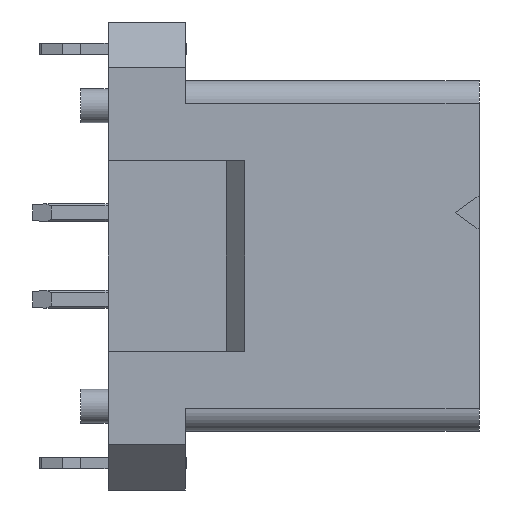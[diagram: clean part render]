
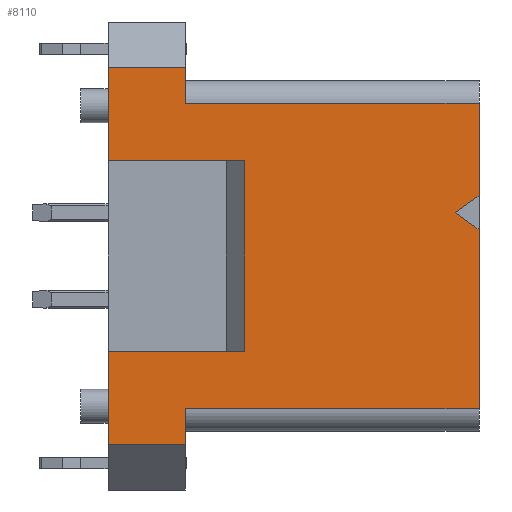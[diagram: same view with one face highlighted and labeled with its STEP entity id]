
A CAD part, left-side view. The second image highlights one B-rep face of the part: STEP entity #8110.
In plain terms, the highlighted planar face has unit normal (-1, 0, 0).
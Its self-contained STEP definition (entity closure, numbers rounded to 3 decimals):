
#1910=CARTESIAN_POINT('',(-11.523,33.281,-42.383));
#1920=VERTEX_POINT('',#1910);
#1970=CARTESIAN_POINT('',(-11.523,25.881,-42.383));
#1980=DIRECTION('',(0.,1.,0.));
#1990=VECTOR('',#1980,1.);
#2000=LINE('',#1970,#1990);
#2010=CARTESIAN_POINT('',(-11.523,29.881,-42.383));
#2020=VERTEX_POINT('',#2010);
#2030=EDGE_CURVE('',#2020,#1920,#2000,.T.);
#4040=CARTESIAN_POINT('',(-11.523,29.881,-27.398));
#4050=VERTEX_POINT('',#4040);
#4230=CARTESIAN_POINT('',(-11.523,16.981,-27.398));
#4240=VERTEX_POINT('',#4230);
#4270=CARTESIAN_POINT('',(-11.523,25.881,-27.398));
#4280=DIRECTION('',(0.,1.,0.));
#4290=VECTOR('',#4280,1.);
#4300=LINE('',#4270,#4290);
#4310=EDGE_CURVE('',#4240,#4050,#4300,.T.);
#5450=CARTESIAN_POINT('',(-11.523,29.881,-25.148));
#5460=DIRECTION('',(0.,0.,1.));
#5470=VECTOR('',#5460,1.);
#5480=LINE('',#5450,#5470);
#5490=CARTESIAN_POINT('',(-11.523,29.881,-40.808));
#5500=VERTEX_POINT('',#5490);
#5510=EDGE_CURVE('',#2020,#5500,#5480,.T.);
#6600=CARTESIAN_POINT('',(-11.523,16.981,-40.808));
#6610=VERTEX_POINT('',#6600);
#6710=CARTESIAN_POINT('',(-11.523,25.881,-40.808));
#6720=DIRECTION('',(0.,1.,0.));
#6730=VECTOR('',#6720,1.);
#6740=LINE('',#6710,#6730);
#6750=EDGE_CURVE('',#6610,#5500,#6740,.T.);
#7200=CARTESIAN_POINT('',(-11.523,30.668,-27.964)
);
#7210=DIRECTION('',(-1.,0.,0.));
#7220=DIRECTION('',(0.,1.,0.));
#7230=AXIS2_PLACEMENT_3D('',#7200,#7210,#7220);
#7240=PLANE('',#7230);
#7250=CARTESIAN_POINT('',(-11.523,27.281,-25.148));
#7260=DIRECTION('',(0.,0.,1.));
#7270=VECTOR('',#7260,1.);
#7280=LINE('',#7250,#7270);
#7290=CARTESIAN_POINT('',(-11.523,27.281,-38.287));
#7300=VERTEX_POINT('',#7290);
#7310=CARTESIAN_POINT('',(-11.523,27.281,-29.918));
#7320=VERTEX_POINT('',#7310);
#7330=EDGE_CURVE('',#7300,#7320,#7280,.T.);
#7340=ORIENTED_EDGE('',*,*,#7330,.F.);
#7350=CARTESIAN_POINT('',(-11.523,25.881,-29.918));
#7360=DIRECTION('',(0.,-1.,0.));
#7370=VECTOR('',#7360,1.);
#7380=LINE('',#7350,#7370);
#7390=CARTESIAN_POINT('',(-11.523,33.281,-29.918));
#7400=VERTEX_POINT('',#7390);
#7410=EDGE_CURVE('',#7400,#7320,#7380,.T.);
#7420=ORIENTED_EDGE('',*,*,#7410,.T.);
#7430=CARTESIAN_POINT('',(-11.523,33.281,-25.148));
#7440=DIRECTION('',(0.,0.,-1.));
#7450=VECTOR('',#7440,1.);
#7460=LINE('',#7430,#7450);
#7470=CARTESIAN_POINT('',(-11.523,33.281,-25.823));
#7480=VERTEX_POINT('',#7470);
#7490=EDGE_CURVE('',#7480,#7400,#7460,.T.);
#7500=ORIENTED_EDGE('',*,*,#7490,.T.);
#7510=CARTESIAN_POINT('',(-11.523,25.881,-25.823));
#7520=DIRECTION('',(0.,1.,0.));
#7530=VECTOR('',#7520,1.);
#7540=LINE('',#7510,#7530);
#7550=CARTESIAN_POINT('',(-11.523,29.881,-25.823));
#7560=VERTEX_POINT('',#7550);
#7570=EDGE_CURVE('',#7560,#7480,#7540,.T.);
#7580=ORIENTED_EDGE('',*,*,#7570,.T.);
#7590=CARTESIAN_POINT('',(-11.523,29.881,-25.148));
#7600=DIRECTION('',(0.,0.,1.));
#7610=VECTOR('',#7600,1.);
#7620=LINE('',#7590,#7610);
#7630=EDGE_CURVE('',#4050,#7560,#7620,.T.);
#7640=ORIENTED_EDGE('',*,*,#7630,.T.);
#7650=ORIENTED_EDGE('',*,*,#4310,.T.);
#7660=CARTESIAN_POINT('',(-11.523,16.981,-25.148));
#7670=DIRECTION('',(0.,0.,-1.));
#7680=VECTOR('',#7670,1.);
#7690=LINE('',#7660,#7680);
#7700=CARTESIAN_POINT('',(-11.523,16.981,-31.448));
#7710=VERTEX_POINT('',#7700);
#7720=EDGE_CURVE('',#4240,#7710,#7690,.T.);
#7730=ORIENTED_EDGE('',*,*,#7720,.F.);
#7740=CARTESIAN_POINT('',(-11.523,25.881,-37.805));
#7750=DIRECTION('',(0.,-0.814,
0.581));
#7760=VECTOR('',#7750,1.);
#7770=LINE('',#7740,#7760);
#7780=CARTESIAN_POINT('',(-11.523,18.031,-32.198));
#7790=VERTEX_POINT('',#7780);
#7800=EDGE_CURVE('',#7790,#7710,#7770,.T.);
#7810=ORIENTED_EDGE('',*,*,#7800,.T.);
#7820=CARTESIAN_POINT('',(-11.523,25.881,-26.59));
#7830=DIRECTION('',(0.,0.814,
0.581));
#7840=VECTOR('',#7830,1.);
#7850=LINE('',#7820,#7840);
#7860=CARTESIAN_POINT('',(-11.523,16.981,-32.948));
#7870=VERTEX_POINT('',#7860);
#7880=EDGE_CURVE('',#7870,#7790,#7850,.T.);
#7890=ORIENTED_EDGE('',*,*,#7880,.T.);
#7900=CARTESIAN_POINT('',(-11.523,16.981,-13.718));
#7910=DIRECTION('',(0.,0.,-1.));
#7920=VECTOR('',#7910,1.);
#7930=LINE('',#7900,#7920);
#7940=EDGE_CURVE('',#7870,#6610,#7930,.T.);
#7950=ORIENTED_EDGE('',*,*,#7940,.F.);
#7960=ORIENTED_EDGE('',*,*,#6750,.F.);
#7970=ORIENTED_EDGE('',*,*,#5510,.T.);
#7980=ORIENTED_EDGE('',*,*,#2030,.F.);
#7990=CARTESIAN_POINT('',(-11.523,33.281,-38.287));
#8000=VERTEX_POINT('',#7990);
#8010=EDGE_CURVE('',#8000,#1920,#7460,.T.);
#8020=ORIENTED_EDGE('',*,*,#8010,.T.);
#8030=CARTESIAN_POINT('',(-11.523,25.881,-38.287));
#8040=DIRECTION('',(0.,1.,0.));
#8050=VECTOR('',#8040,1.);
#8060=LINE('',#8030,#8050);
#8070=EDGE_CURVE('',#7300,#8000,#8060,.T.);
#8080=ORIENTED_EDGE('',*,*,#8070,.T.);
#8090=EDGE_LOOP('',(#8080,#8020,#7980,#7970,#7960,#7950,#7890,#7810,
#7730,#7650,#7640,#7580,#7500,#7420,#7340));
#8100=FACE_OUTER_BOUND('',#8090,.T.);
#8110=ADVANCED_FACE('',(#8100),#7240,.T.);
